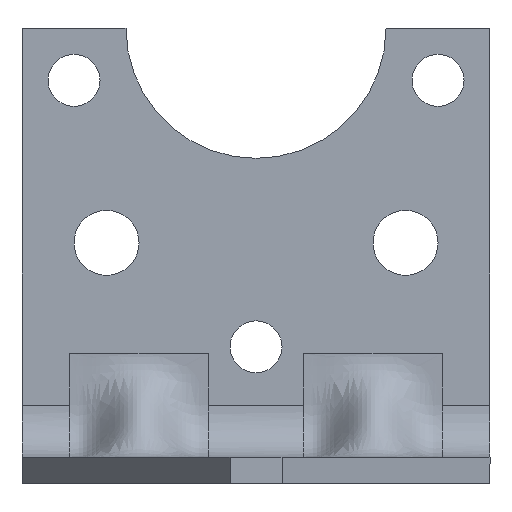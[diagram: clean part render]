
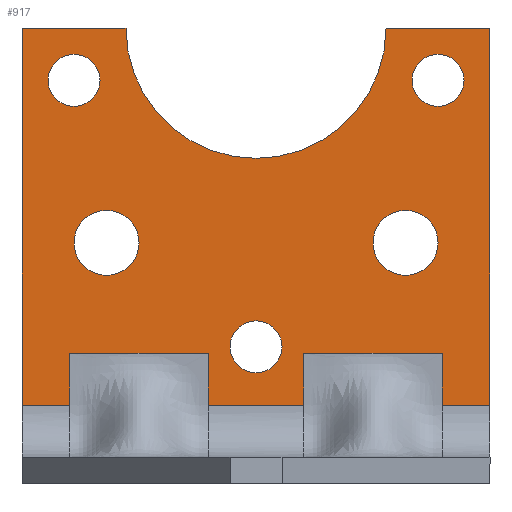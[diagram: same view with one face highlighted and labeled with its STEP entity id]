
A CAD part, left-side view. The second image highlights one B-rep face of the part: STEP entity #917.
In plain terms, the highlighted planar face has unit normal (-1, 0, 0).
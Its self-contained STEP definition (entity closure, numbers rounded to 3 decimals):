
#34=B_SPLINE_CURVE_WITH_KNOTS('',3,(#1448,#1449,#1450,#1451),
 .UNSPECIFIED.,.F.,.F.,(4,4),(0.,1.),.UNSPECIFIED.);
#35=B_SPLINE_CURVE_WITH_KNOTS('',3,(#1455,#1456,#1457,#1458),
 .UNSPECIFIED.,.F.,.F.,(4,4),(0.,1.),.UNSPECIFIED.);
#36=B_SPLINE_CURVE_WITH_KNOTS('',3,(#1460,#1461,#1462,#1463),
 .UNSPECIFIED.,.F.,.F.,(4,4),(0.,1.),.UNSPECIFIED.);
#37=B_SPLINE_CURVE_WITH_KNOTS('',3,(#1467,#1468,#1469,#1470),
 .UNSPECIFIED.,.F.,.F.,(4,4),(0.,1.),.UNSPECIFIED.);
#38=B_SPLINE_CURVE_WITH_KNOTS('',3,(#1474,#1475,#1476,#1477),
 .UNSPECIFIED.,.F.,.F.,(4,4),(0.,1.),.UNSPECIFIED.);
#39=B_SPLINE_CURVE_WITH_KNOTS('',3,(#1479,#1480,#1481,#1482),
 .UNSPECIFIED.,.F.,.F.,(4,4),(0.,1.),.UNSPECIFIED.);
#68=PLANE('',#996);
#101=LINE('',#1348,#165);
#106=LINE('',#1360,#170);
#123=LINE('',#1444,#187);
#124=LINE('',#1446,#188);
#125=LINE('',#1453,#189);
#126=LINE('',#1465,#190);
#127=LINE('',#1472,#191);
#128=LINE('',#1484,#192);
#129=LINE('',#1485,#193);
#165=VECTOR('',#1147,1.);
#170=VECTOR('',#1156,1.);
#187=VECTOR('',#1181,1.);
#188=VECTOR('',#1182,1.);
#189=VECTOR('',#1183,1.);
#190=VECTOR('',#1184,1.);
#191=VECTOR('',#1185,1.);
#192=VECTOR('',#1186,1.);
#193=VECTOR('',#1187,1.);
#333=ORIENTED_EDGE('',*,*,#499,.F.);
#334=ORIENTED_EDGE('',*,*,#543,.T.);
#335=ORIENTED_EDGE('',*,*,#577,.F.);
#336=ORIENTED_EDGE('',*,*,#578,.F.);
#337=ORIENTED_EDGE('',*,*,#579,.T.);
#338=ORIENTED_EDGE('',*,*,#580,.T.);
#339=ORIENTED_EDGE('',*,*,#581,.T.);
#340=ORIENTED_EDGE('',*,*,#582,.T.);
#341=ORIENTED_EDGE('',*,*,#583,.F.);
#342=ORIENTED_EDGE('',*,*,#584,.T.);
#343=ORIENTED_EDGE('',*,*,#585,.T.);
#344=ORIENTED_EDGE('',*,*,#586,.T.);
#345=ORIENTED_EDGE('',*,*,#587,.T.);
#346=ORIENTED_EDGE('',*,*,#588,.F.);
#347=ORIENTED_EDGE('',*,*,#549,.T.);
#348=ORIENTED_EDGE('',*,*,#589,.T.);
#349=ORIENTED_EDGE('',*,*,#485,.F.);
#350=ORIENTED_EDGE('',*,*,#481,.F.);
#351=ORIENTED_EDGE('',*,*,#491,.F.);
#352=ORIENTED_EDGE('',*,*,#487,.F.);
#353=ORIENTED_EDGE('',*,*,#509,.F.);
#354=ORIENTED_EDGE('',*,*,#513,.F.);
#355=ORIENTED_EDGE('',*,*,#503,.F.);
#356=ORIENTED_EDGE('',*,*,#507,.F.);
#357=ORIENTED_EDGE('',*,*,#493,.F.);
#358=ORIENTED_EDGE('',*,*,#497,.F.);
#481=EDGE_CURVE('',#621,#622,#725,.T.);
#485=EDGE_CURVE('',#622,#621,#727,.T.);
#487=EDGE_CURVE('',#625,#626,#729,.T.);
#491=EDGE_CURVE('',#626,#625,#731,.T.);
#493=EDGE_CURVE('',#629,#630,#733,.T.);
#497=EDGE_CURVE('',#630,#629,#735,.T.);
#499=EDGE_CURVE('',#633,#634,#737,.T.);
#503=EDGE_CURVE('',#637,#638,#739,.T.);
#507=EDGE_CURVE('',#638,#637,#741,.T.);
#509=EDGE_CURVE('',#641,#642,#743,.T.);
#513=EDGE_CURVE('',#642,#641,#745,.T.);
#543=EDGE_CURVE('',#633,#666,#101,.T.);
#549=EDGE_CURVE('',#672,#671,#106,.T.);
#577=EDGE_CURVE('',#695,#666,#123,.T.);
#578=EDGE_CURVE('',#696,#695,#124,.T.);
#579=EDGE_CURVE('',#696,#697,#34,.T.);
#580=EDGE_CURVE('',#697,#698,#125,.F.);
#581=EDGE_CURVE('',#698,#699,#35,.T.);
#582=EDGE_CURVE('',#699,#700,#36,.T.);
#583=EDGE_CURVE('',#701,#700,#126,.T.);
#584=EDGE_CURVE('',#701,#702,#37,.T.);
#585=EDGE_CURVE('',#702,#703,#127,.F.);
#586=EDGE_CURVE('',#703,#704,#38,.T.);
#587=EDGE_CURVE('',#704,#705,#39,.T.);
#588=EDGE_CURVE('',#672,#705,#128,.T.);
#589=EDGE_CURVE('',#671,#634,#129,.T.);
#621=VERTEX_POINT('',#1222);
#622=VERTEX_POINT('',#1223);
#625=VERTEX_POINT('',#1234);
#626=VERTEX_POINT('',#1235);
#629=VERTEX_POINT('',#1246);
#630=VERTEX_POINT('',#1247);
#633=VERTEX_POINT('',#1258);
#634=VERTEX_POINT('',#1259);
#637=VERTEX_POINT('',#1267);
#638=VERTEX_POINT('',#1268);
#641=VERTEX_POINT('',#1279);
#642=VERTEX_POINT('',#1280);
#666=VERTEX_POINT('',#1347);
#671=VERTEX_POINT('',#1359);
#672=VERTEX_POINT('',#1361);
#695=VERTEX_POINT('',#1445);
#696=VERTEX_POINT('',#1447);
#697=VERTEX_POINT('',#1452);
#698=VERTEX_POINT('',#1454);
#699=VERTEX_POINT('',#1459);
#700=VERTEX_POINT('',#1464);
#701=VERTEX_POINT('',#1466);
#702=VERTEX_POINT('',#1471);
#703=VERTEX_POINT('',#1473);
#704=VERTEX_POINT('',#1478);
#705=VERTEX_POINT('',#1483);
#725=CIRCLE('',#938,4.);
#727=CIRCLE('',#941,4.);
#729=CIRCLE('',#944,5.);
#731=CIRCLE('',#947,5.);
#733=CIRCLE('',#950,4.);
#735=CIRCLE('',#953,4.);
#737=CIRCLE('',#956,20.);
#739=CIRCLE('',#959,5.);
#741=CIRCLE('',#962,5.);
#743=CIRCLE('',#965,4.);
#745=CIRCLE('',#968,4.);
#792=EDGE_LOOP('',(#333,#334,#335,#336,#337,#338,#339,#340,#341,#342,#343,
#344,#345,#346,#347,#348));
#793=EDGE_LOOP('',(#349,#350));
#794=EDGE_LOOP('',(#351,#352));
#795=EDGE_LOOP('',(#353,#354));
#796=EDGE_LOOP('',(#355,#356));
#797=EDGE_LOOP('',(#357,#358));
#846=FACE_BOUND('',#792,.T.);
#847=FACE_BOUND('',#793,.T.);
#848=FACE_BOUND('',#794,.T.);
#849=FACE_BOUND('',#795,.T.);
#850=FACE_BOUND('',#796,.T.);
#851=FACE_BOUND('',#797,.T.);
#917=ADVANCED_FACE('',(#846,#847,#848,#849,#850,#851),#68,.T.);
#938=AXIS2_PLACEMENT_3D('',#1221,#1013,#1014);
#941=AXIS2_PLACEMENT_3D('',#1230,#1021,#1022);
#944=AXIS2_PLACEMENT_3D('',#1233,#1027,#1028);
#947=AXIS2_PLACEMENT_3D('',#1242,#1035,#1036);
#950=AXIS2_PLACEMENT_3D('',#1245,#1041,#1042);
#953=AXIS2_PLACEMENT_3D('',#1254,#1049,#1050);
#956=AXIS2_PLACEMENT_3D('',#1257,#1055,#1056);
#959=AXIS2_PLACEMENT_3D('',#1266,#1063,#1064);
#962=AXIS2_PLACEMENT_3D('',#1275,#1071,#1072);
#965=AXIS2_PLACEMENT_3D('',#1278,#1077,#1078);
#968=AXIS2_PLACEMENT_3D('',#1287,#1085,#1086);
#996=AXIS2_PLACEMENT_3D('',#1443,#1179,#1180);
#1013=DIRECTION('',(-1.,0.,0.));
#1014=DIRECTION('',(0.,0.,1.));
#1021=DIRECTION('',(-1.,0.,0.));
#1022=DIRECTION('',(0.,0.,1.));
#1027=DIRECTION('',(-1.,0.,0.));
#1028=DIRECTION('',(0.,0.,1.));
#1035=DIRECTION('',(-1.,0.,0.));
#1036=DIRECTION('',(0.,0.,1.));
#1041=DIRECTION('',(-1.,0.,0.));
#1042=DIRECTION('',(0.,0.,1.));
#1049=DIRECTION('',(-1.,0.,0.));
#1050=DIRECTION('',(0.,0.,1.));
#1055=DIRECTION('',(-1.,0.,0.));
#1056=DIRECTION('',(0.,0.,1.));
#1063=DIRECTION('',(-1.,0.,0.));
#1064=DIRECTION('',(0.,0.,1.));
#1071=DIRECTION('',(-1.,0.,0.));
#1072=DIRECTION('',(0.,0.,1.));
#1077=DIRECTION('',(-1.,0.,0.));
#1078=DIRECTION('',(0.,0.,1.));
#1085=DIRECTION('',(-1.,0.,0.));
#1086=DIRECTION('',(0.,0.,1.));
#1147=DIRECTION('',(0.,1.,0.));
#1156=DIRECTION('',(0.,0.,1.));
#1179=DIRECTION('',(-1.,0.,0.));
#1180=DIRECTION('',(0.,0.,1.));
#1181=DIRECTION('',(0.,0.,1.));
#1182=DIRECTION('',(0.,1.,0.));
#1183=DIRECTION('',(0.,1.,0.));
#1184=DIRECTION('',(0.,1.,0.));
#1185=DIRECTION('',(0.,1.,0.));
#1186=DIRECTION('',(0.,1.,0.));
#1187=DIRECTION('',(0.,1.,0.));
#1221=CARTESIAN_POINT('',(61.,64.,62.));
#1222=CARTESIAN_POINT('',(61.,64.,66.));
#1223=CARTESIAN_POINT('',(61.,64.,58.));
#1230=CARTESIAN_POINT('',(61.,64.,62.));
#1233=CARTESIAN_POINT('',(61.,59.,37.));
#1234=CARTESIAN_POINT('',(61.,59.,42.));
#1235=CARTESIAN_POINT('',(61.,59.,32.));
#1242=CARTESIAN_POINT('',(61.,59.,37.));
#1245=CARTESIAN_POINT('',(61.,36.,21.));
#1246=CARTESIAN_POINT('',(61.,36.,25.));
#1247=CARTESIAN_POINT('',(61.,36.,17.));
#1254=CARTESIAN_POINT('',(61.,36.,21.));
#1257=CARTESIAN_POINT('',(61.,36.,70.));
#1258=CARTESIAN_POINT('',(61.,56.,70.));
#1259=CARTESIAN_POINT('',(61.,16.,70.));
#1266=CARTESIAN_POINT('',(61.,13.,37.));
#1267=CARTESIAN_POINT('',(61.,13.,42.));
#1268=CARTESIAN_POINT('',(61.,13.,32.));
#1275=CARTESIAN_POINT('',(61.,13.,37.));
#1278=CARTESIAN_POINT('',(61.,8.,62.));
#1279=CARTESIAN_POINT('',(61.,8.,66.));
#1280=CARTESIAN_POINT('',(61.,8.,58.));
#1287=CARTESIAN_POINT('',(61.,8.,62.));
#1347=CARTESIAN_POINT('',(61.,72.,70.));
#1348=CARTESIAN_POINT('',(61.,36.,70.));
#1359=CARTESIAN_POINT('',(61.,0.,70.));
#1360=CARTESIAN_POINT('',(61.,0.,41.));
#1361=CARTESIAN_POINT('',(61.,0.,12.));
#1443=CARTESIAN_POINT('',(61.,0.,12.));
#1444=CARTESIAN_POINT('',(61.,72.,41.));
#1445=CARTESIAN_POINT('',(61.,72.,12.));
#1446=CARTESIAN_POINT('',(61.,36.,12.));
#1447=CARTESIAN_POINT('',(61.,64.625,12.));
#1448=CARTESIAN_POINT('',(61.,64.625,12.));
#1449=CARTESIAN_POINT('',(61.,64.625,14.667));
#1450=CARTESIAN_POINT('',(61.,64.625,17.333));
#1451=CARTESIAN_POINT('',(61.,64.625,20.));
#1452=CARTESIAN_POINT('',(61.,64.625,20.));
#1453=CARTESIAN_POINT('',(61.,36.,20.));
#1454=CARTESIAN_POINT('',(61.,54.,20.));
#1455=CARTESIAN_POINT('',(61.,54.,20.));
#1456=CARTESIAN_POINT('',(61.,50.458,20.));
#1457=CARTESIAN_POINT('',(61.,46.917,20.));
#1458=CARTESIAN_POINT('',(61.,43.375,20.));
#1459=CARTESIAN_POINT('',(61.,43.375,20.));
#1460=CARTESIAN_POINT('',(61.,43.375,20.));
#1461=CARTESIAN_POINT('',(61.,43.375,17.333));
#1462=CARTESIAN_POINT('',(61.,43.375,14.667));
#1463=CARTESIAN_POINT('',(61.,43.375,12.));
#1464=CARTESIAN_POINT('',(61.,43.375,12.));
#1465=CARTESIAN_POINT('',(61.,36.,12.));
#1466=CARTESIAN_POINT('',(61.,28.625,12.));
#1467=CARTESIAN_POINT('',(61.,28.625,12.));
#1468=CARTESIAN_POINT('',(61.,28.625,14.667));
#1469=CARTESIAN_POINT('',(61.,28.625,17.333));
#1470=CARTESIAN_POINT('',(61.,28.625,20.));
#1471=CARTESIAN_POINT('',(61.,28.625,20.));
#1472=CARTESIAN_POINT('',(61.,0.,20.));
#1473=CARTESIAN_POINT('',(61.,18.,20.));
#1474=CARTESIAN_POINT('',(61.,18.,20.));
#1475=CARTESIAN_POINT('',(61.,14.458,20.));
#1476=CARTESIAN_POINT('',(61.,10.917,20.));
#1477=CARTESIAN_POINT('',(61.,7.375,20.));
#1478=CARTESIAN_POINT('',(61.,7.375,20.));
#1479=CARTESIAN_POINT('',(61.,7.375,20.));
#1480=CARTESIAN_POINT('',(61.,7.375,17.333));
#1481=CARTESIAN_POINT('',(61.,7.375,14.667));
#1482=CARTESIAN_POINT('',(61.,7.375,12.));
#1483=CARTESIAN_POINT('',(61.,7.375,12.));
#1484=CARTESIAN_POINT('',(61.,36.,12.));
#1485=CARTESIAN_POINT('',(61.,36.,70.));
